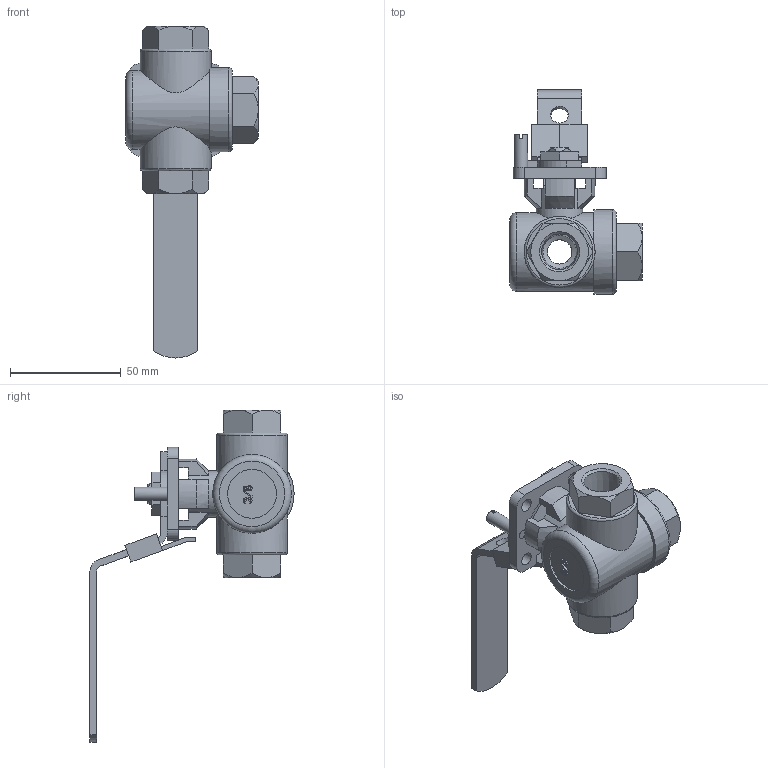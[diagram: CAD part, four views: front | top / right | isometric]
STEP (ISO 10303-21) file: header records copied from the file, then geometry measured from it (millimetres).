
FILE_DESCRIPTION(/* description */ ('STEP AP214'),/* implementation_level */ '2;1');
FILE_NAME(/* name */ '8096952_VZBE-3_8-T-63-F-3T-F04-M-V15V15',/* time_stamp */ '2024-09-18T02:20:38+02:00',/* author */ ('License CC BY-ND 4.0'),/* organization */ ('CADENAS'),/* preprocessor_version */ 'ST-DEVELOPER v19.3',/* originating_system */ 'PARTsolutions',/* authorisation */ ' ');
FILE_SCHEMA (('AUTOMOTIVE_DESIGN {1 0 10303 214 3 1 1}'));
Length unit declared in the file: millimetre
Products named in the file (5): 8096952 VZBE-3/8-T-63-F-3T-F04-M-V15V15; 4834297 VZBE-3/8-T-63-F-3T-F04-V15V15; 4896014 VAOH-F7-9-H9-A-32; VZBE-M11n; VZBE-M5p
Assembly tree (4 placements, depth 2):
  8096952 VZBE-3/8-T-63-F-3T-F04-M-V15V15
    4834297 VZBE-3/8-T-63-F-3T-F04-V15V15
    4896014 VAOH-F7-9-H9-A-32
    VZBE-M11n
    VZBE-M5p
Bounding box: 59.8 x 92.2 x 149.85 mm (x, y, z)
Volume: 94474.9 mm3; surface area: 32506.6 mm2
Topology: 4 solids, 4 shells, 230 faces, 621 edges, 398 vertices
Faces by surface type: plane 143, cylinder 47, cone 35, torus 5
Full cylindrical faces by diameter (mm): 1.04 x1, 1.28 x1, 4.134 x1, 5 x1, 6 x5, 8 x1, 9.376 x1, 11 x2, 21 x1, 22 x1, 27 x1, 32 x2, 35.5 x1, 38 x1
Entity records: 7286 total; most frequent: CARTESIAN_POINT 1576, ORIENTED_EDGE 1148, DIRECTION 1123, EDGE_CURVE 574, AXIS2_PLACEMENT_3D 402, VERTEX_POINT 389, LINE 319, VECTOR 319
